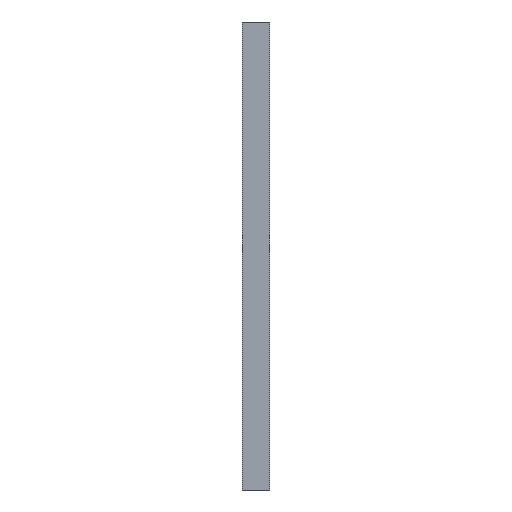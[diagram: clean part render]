
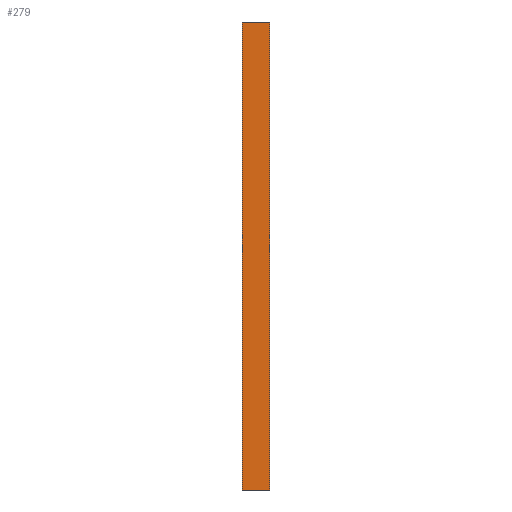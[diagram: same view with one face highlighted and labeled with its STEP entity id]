
A CAD part, front view. The second image highlights one B-rep face of the part: STEP entity #279.
In plain terms, the highlighted planar face has unit normal (0, -1, 0).
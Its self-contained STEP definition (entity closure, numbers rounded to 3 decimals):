
#127=DIRECTION('',(-1.,0.,0.));
#128=VECTOR('',#127,117.9);
#129=CARTESIAN_POINT('',(58.95,-0.8,0.));
#130=LINE('',#129,#128);
#135=DIRECTION('',(0.,0.,1.));
#136=VECTOR('',#135,2000.);
#137=CARTESIAN_POINT('',(-58.95,-0.8,-2000.));
#138=LINE('',#137,#136);
#139=DIRECTION('',(0.,0.,1.));
#140=VECTOR('',#139,2000.);
#141=CARTESIAN_POINT('',(58.95,-0.8,-2000.));
#142=LINE('',#141,#140);
#167=DIRECTION('',(-1.,0.,0.));
#168=VECTOR('',#167,117.9);
#169=CARTESIAN_POINT('',(58.95,-0.8,-2000.));
#170=LINE('',#169,#168);
#195=CARTESIAN_POINT('',(-58.95,-0.8,0.));
#197=VERTEX_POINT('',#195);
#199=CARTESIAN_POINT('',(58.95,-0.8,0.));
#200=VERTEX_POINT('',#199);
#211=CARTESIAN_POINT('',(-58.95,-0.8,-2000.));
#213=VERTEX_POINT('',#211);
#215=CARTESIAN_POINT('',(58.95,-0.8,-2000.));
#216=VERTEX_POINT('',#215);
#266=CARTESIAN_POINT('',(-58.95,-0.8,0.));
#267=DIRECTION('',(0.,-1.,0.));
#268=DIRECTION('',(1.,0.,0.));
#269=AXIS2_PLACEMENT_3D('',#266,#267,#268);
#270=PLANE('',#269);
#271=ORIENTED_EDGE('',*,*,#246,.F.);
#273=ORIENTED_EDGE('',*,*,#272,.F.);
#275=ORIENTED_EDGE('',*,*,#274,.T.);
#276=ORIENTED_EDGE('',*,*,#257,.T.);
#277=EDGE_LOOP('',(#271,#273,#275,#276));
#278=FACE_OUTER_BOUND('',#277,.F.);
#246=EDGE_CURVE('',#200,#197,#130,.T.);
#257=EDGE_CURVE('',#213,#197,#138,.T.);
#272=EDGE_CURVE('',#216,#200,#142,.T.);
#274=EDGE_CURVE('',#216,#213,#170,.T.);
#279=ADVANCED_FACE('',(#278),#270,.T.);
